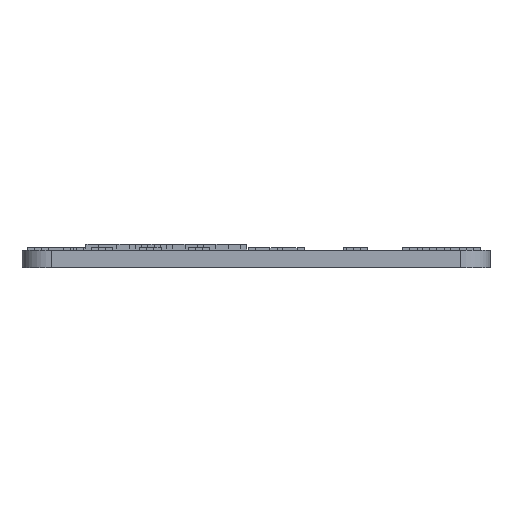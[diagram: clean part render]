
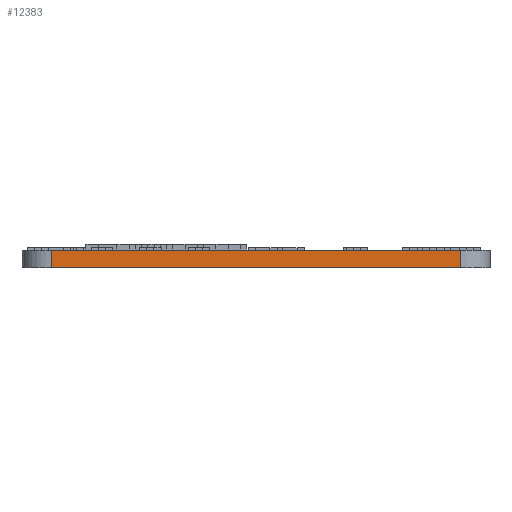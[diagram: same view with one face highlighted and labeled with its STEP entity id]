
A CAD part, left-side view. The second image highlights one B-rep face of the part: STEP entity #12383.
In plain terms, the highlighted planar face has unit normal (-1, 0, 0).
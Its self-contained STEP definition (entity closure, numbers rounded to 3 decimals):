
#622=FACE_OUTER_BOUND('',#1437,.T.);
#1437=EDGE_LOOP('',(#9159,#9160,#9161,#9162));
#3208=LINE('',#18126,#4084);
#3212=LINE('',#18135,#4088);
#3261=LINE('',#18323,#4137);
#3382=LINE('',#18646,#4258);
#4084=VECTOR('',#14615,10.);
#4088=VECTOR('',#14623,10.);
#4137=VECTOR('',#14772,10.);
#4258=VECTOR('',#15137,10.);
#4957=VERTEX_POINT('',#18119);
#4960=VERTEX_POINT('',#18124);
#4963=VERTEX_POINT('',#18134);
#5052=VERTEX_POINT('',#18322);
#6362=EDGE_CURVE('',#4960,#4957,#3208,.T.);
#6366=EDGE_CURVE('',#4957,#4963,#3212,.T.);
#6460=EDGE_CURVE('',#4963,#5052,#3261,.T.);
#6622=EDGE_CURVE('',#5052,#4960,#3382,.T.);
#9159=ORIENTED_EDGE('',*,*,#6362,.F.);
#9160=ORIENTED_EDGE('',*,*,#6622,.F.);
#9161=ORIENTED_EDGE('',*,*,#6460,.F.);
#9162=ORIENTED_EDGE('',*,*,#6366,.F.);
#11586=PLANE('',#13370);
#12383=ADVANCED_FACE('',(#622),#11586,.T.);
#13370=AXIS2_PLACEMENT_3D('',#18645,#15135,#15136);
#14615=DIRECTION('',(0.,0.,1.));
#14623=DIRECTION('',(0.,-1.,0.));
#14772=DIRECTION('',(0.,0.,-1.));
#15135=DIRECTION('center_axis',(-1.,0.,0.));
#15136=DIRECTION('ref_axis',(0.,-1.,0.));
#15137=DIRECTION('',(0.,1.,0.));
#18119=CARTESIAN_POINT('',(-42.875,5.875,3.));
#18124=CARTESIAN_POINT('',(-42.875,5.875,0.));
#18126=CARTESIAN_POINT('',(-42.875,5.875,0.));
#18134=CARTESIAN_POINT('',(-42.875,-64.125,3.));
#18135=CARTESIAN_POINT('',(-42.875,-69.125,3.));
#18322=CARTESIAN_POINT('',(-42.875,-64.125,0.));
#18323=CARTESIAN_POINT('',(-42.875,-64.125,0.));
#18645=CARTESIAN_POINT('Origin',(-42.875,10.875,0.));
#18646=CARTESIAN_POINT('',(-42.875,-69.125,0.));
